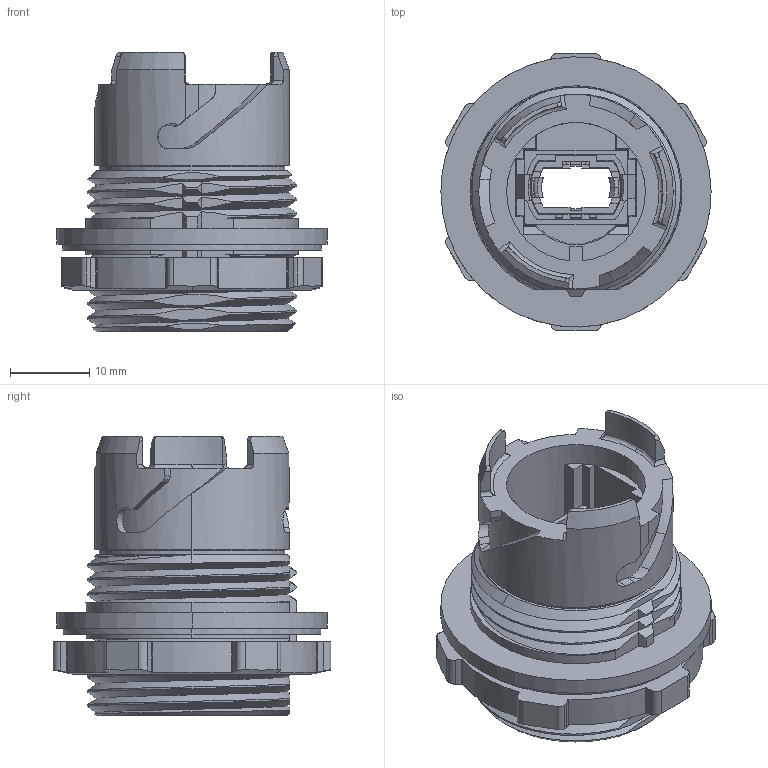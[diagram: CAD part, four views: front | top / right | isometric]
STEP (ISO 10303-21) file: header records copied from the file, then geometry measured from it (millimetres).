
FILE_DESCRIPTION (( 'STEP AP214' ), '1' );
FILE_NAME ('FOA-MPB-0_3D.step', '2024-02-16T15:05:01', ( '' ), ( '' ), 'SwSTEP 2.0', 'SolidWorks 2022', '' );
FILE_SCHEMA (( 'AUTOMOTIVE_DESIGN' ));
Length unit declared in the file: inch
Products named in the file (2): P-ENM15-116 (IP-MPO-LA779-D)revB - (cust.ref.T3) (231025) IP-16 MPO BULKHEAD ADAPTER.step^FOA-MPB-0; FOA-MPB-0_3D
Assembly tree (1 placements, depth 2):
  FOA-MPB-0_3D
    P-ENM15-116 (IP-MPO-LA779-D)revB - (cust.ref.T3) (231025) IP-16 MPO BULKHEAD ADAPTER.step^FOA-MPB-0
Bounding box: 34 x 34.92 x 35.13 mm (x, y, z)
Surface area: 9974 mm2 (no closed solid volume)
Topology: 0 solids, 1 shells, 779 faces, 2245 edges, 1460 vertices
Faces by surface type: plane 450, cylinder 200, cone 58, bspline 55, torus 16
Entity records: 39057 total; most frequent: CARTESIAN_POINT 17454, ORIENTED_EDGE 4430, EDGE_CURVE 2245, B_SPLINE_CURVE_WITH_KNOTS 1996, DIRECTION 1721, VERTEX_POINT 1460, EDGE_LOOP 801, AXIS2_PLACEMENT_3D 793
